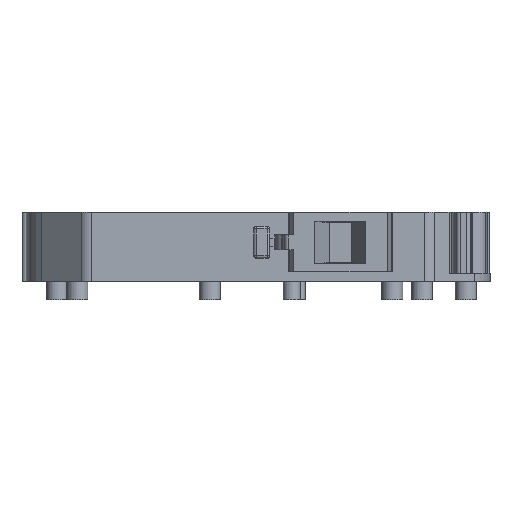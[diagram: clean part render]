
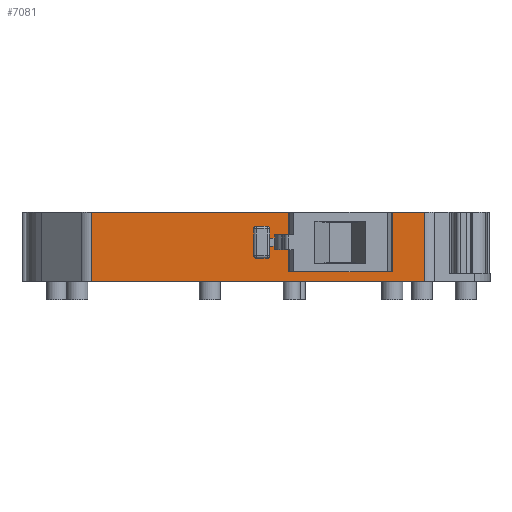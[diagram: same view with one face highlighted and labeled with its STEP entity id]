
A CAD part, front view. The second image highlights one B-rep face of the part: STEP entity #7081.
In plain terms, the highlighted planar face has unit normal (0, -1, 0).
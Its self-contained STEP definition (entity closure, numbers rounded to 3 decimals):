
#58 = VECTOR ( 'NONE', #2665, 1000. ) ;
#101 = VECTOR ( 'NONE', #371, 1000. ) ;
#371 = DIRECTION ( 'NONE',  ( -1., 0., 0. ) ) ;
#454 = EDGE_CURVE ( 'NONE', #3197, #5042, #2662, .T. ) ;
#464 = PLANE ( 'NONE',  #4402 ) ;
#490 = CARTESIAN_POINT ( 'NONE',  ( -3.846, 15.081, 5.15 ) ) ;
#527 = CARTESIAN_POINT ( 'NONE',  ( 6.296, 15.081, 5.15 ) ) ;
#547 = EDGE_CURVE ( 'NONE', #1241, #5527, #4039, .T. ) ;
#884 = ORIENTED_EDGE ( 'NONE', *, *, #547, .F. ) ;
#1013 = DIRECTION ( 'NONE',  ( 1., 0., 0. ) ) ;
#1039 = CARTESIAN_POINT ( 'NONE',  ( 6.296, 15.081, 0.7 ) ) ;
#1241 = VERTEX_POINT ( 'NONE', #4406 ) ;
#1456 = CARTESIAN_POINT ( 'NONE',  ( 6.296, 15.081, 3.6 ) ) ;
#1536 = CARTESIAN_POINT ( 'NONE',  ( -3.846, 15.081, 5.15 ) ) ;
#1642 = DIRECTION ( 'NONE',  ( 0., 1., 0. ) ) ;
#1675 = CARTESIAN_POINT ( 'NONE',  ( -18.58, 15.081, 5.15 ) ) ;
#1682 = CARTESIAN_POINT ( 'NONE',  ( 6.296, 15.081, 5.15 ) ) ;
#1733 = ORIENTED_EDGE ( 'NONE', *, *, #2404, .F. ) ;
#1806 = LINE ( 'NONE', #1997, #3341 ) ;
#1921 = CARTESIAN_POINT ( 'NONE',  ( 3.854, 15.081, 0.7 ) ) ;
#1997 = CARTESIAN_POINT ( 'NONE',  ( 3.854, 15.081, 5.15 ) ) ;
#2079 = EDGE_CURVE ( 'NONE', #3470, #4664, #2282, .T. ) ;
#2229 = CARTESIAN_POINT ( 'NONE',  ( -3.846, 15.081, 0.7 ) ) ;
#2261 = DIRECTION ( 'NONE',  ( -1., 0., 0. ) ) ;
#2282 = LINE ( 'NONE', #6625, #6111 ) ;
#2315 = DIRECTION ( 'NONE',  ( 0., 0., -1. ) ) ;
#2391 = CARTESIAN_POINT ( 'NONE',  ( 6.296, 15.081, 0. ) ) ;
#2404 = EDGE_CURVE ( 'NONE', #5117, #3005, #2543, .T. ) ;
#2405 = ORIENTED_EDGE ( 'NONE', *, *, #4859, .F. ) ;
#2529 = LINE ( 'NONE', #2391, #4088 ) ;
#2543 = LINE ( 'NONE', #490, #3452 ) ;
#2592 = VERTEX_POINT ( 'NONE', #6559 ) ;
#2650 = EDGE_CURVE ( 'NONE', #5521, #5981, #5467, .T. ) ;
#2662 = LINE ( 'NONE', #1675, #4773 ) ;
#2665 = DIRECTION ( 'NONE',  ( 1., 0., 0. ) ) ;
#2724 = ORIENTED_EDGE ( 'NONE', *, *, #2079, .F. ) ;
#2942 = DIRECTION ( 'NONE',  ( -1., 0., 0. ) ) ;
#2984 = VECTOR ( 'NONE', #4677, 1000. ) ;
#3005 = VERTEX_POINT ( 'NONE', #2229 ) ;
#3028 = VECTOR ( 'NONE', #1013, 1000. ) ;
#3089 = EDGE_CURVE ( 'NONE', #5981, #2592, #4179, .T. ) ;
#3132 = DIRECTION ( 'NONE',  ( 0., 0., 1. ) ) ;
#3197 = VERTEX_POINT ( 'NONE', #4213 ) ;
#3233 = LINE ( 'NONE', #5407, #4157 ) ;
#3263 = EDGE_CURVE ( 'NONE', #4485, #5521, #1806, .T. ) ;
#3341 = VECTOR ( 'NONE', #3132, 1000. ) ;
#3452 = VECTOR ( 'NONE', #2315, 1000. ) ;
#3470 = VERTEX_POINT ( 'NONE', #4412 ) ;
#3631 = EDGE_CURVE ( 'NONE', #5527, #3470, #6762, .T. ) ;
#3717 = EDGE_LOOP ( 'NONE', ( #4115, #884, #5072, #2724 ) ) ;
#3778 = CARTESIAN_POINT ( 'NONE',  ( -5.559, 15.081, 3.6 ) ) ;
#3783 = EDGE_CURVE ( 'NONE', #2592, #3197, #2529, .T. ) ;
#3856 = EDGE_LOOP ( 'NONE', ( #1733, #2405, #7329, #6202, #6170, #4461, #7178, #6742 ) ) ;
#3882 = CARTESIAN_POINT ( 'NONE',  ( -6.159, 15.081, 2.2 ) ) ;
#4039 = LINE ( 'NONE', #4561, #5239 ) ;
#4088 = VECTOR ( 'NONE', #2942, 1000. ) ;
#4115 = ORIENTED_EDGE ( 'NONE', *, *, #3631, .F. ) ;
#4157 = VECTOR ( 'NONE', #4792, 1000. ) ;
#4179 = LINE ( 'NONE', #527, #2984 ) ;
#4213 = CARTESIAN_POINT ( 'NONE',  ( -18.58, 15.081, 0. ) ) ;
#4221 = CARTESIAN_POINT ( 'NONE',  ( 10.66, 15.081, 5.15 ) ) ;
#4402 = AXIS2_PLACEMENT_3D ( 'NONE', #7424, #1642, #2261 ) ;
#4406 = CARTESIAN_POINT ( 'NONE',  ( -5.559, 15.081, 2.2 ) ) ;
#4412 = CARTESIAN_POINT ( 'NONE',  ( -6.159, 15.081, 3.6 ) ) ;
#4461 = ORIENTED_EDGE ( 'NONE', *, *, #2650, .F. ) ;
#4485 = VERTEX_POINT ( 'NONE', #1921 ) ;
#4561 = CARTESIAN_POINT ( 'NONE',  ( -5.559, 15.081, 5.15 ) ) ;
#4664 = VERTEX_POINT ( 'NONE', #3882 ) ;
#4677 = DIRECTION ( 'NONE',  ( 0., 0., -1. ) ) ;
#4773 = VECTOR ( 'NONE', #7473, 1000. ) ;
#4789 = DIRECTION ( 'NONE',  ( 0., 0., -1. ) ) ;
#4792 = DIRECTION ( 'NONE',  ( 1., 0., 0. ) ) ;
#4847 = CARTESIAN_POINT ( 'NONE',  ( 6.296, 15.081, 2.2 ) ) ;
#4859 = EDGE_CURVE ( 'NONE', #5042, #5117, #3233, .T. ) ;
#5042 = VERTEX_POINT ( 'NONE', #5211 ) ;
#5072 = ORIENTED_EDGE ( 'NONE', *, *, #6262, .F. ) ;
#5117 = VERTEX_POINT ( 'NONE', #1536 ) ;
#5211 = CARTESIAN_POINT ( 'NONE',  ( -18.58, 15.081, 5.15 ) ) ;
#5239 = VECTOR ( 'NONE', #6385, 1000. ) ;
#5407 = CARTESIAN_POINT ( 'NONE',  ( 10.66, 15.081, 5.15 ) ) ;
#5467 = LINE ( 'NONE', #4221, #7592 ) ;
#5521 = VERTEX_POINT ( 'NONE', #6014 ) ;
#5527 = VERTEX_POINT ( 'NONE', #3778 ) ;
#5827 = EDGE_CURVE ( 'NONE', #3005, #4485, #6148, .T. ) ;
#5934 = LINE ( 'NONE', #4847, #58 ) ;
#5981 = VERTEX_POINT ( 'NONE', #1682 ) ;
#6014 = CARTESIAN_POINT ( 'NONE',  ( 3.854, 15.081, 5.15 ) ) ;
#6111 = VECTOR ( 'NONE', #4789, 1000. ) ;
#6148 = LINE ( 'NONE', #1039, #3028 ) ;
#6170 = ORIENTED_EDGE ( 'NONE', *, *, #3089, .F. ) ;
#6202 = ORIENTED_EDGE ( 'NONE', *, *, #3783, .F. ) ;
#6262 = EDGE_CURVE ( 'NONE', #4664, #1241, #5934, .T. ) ;
#6385 = DIRECTION ( 'NONE',  ( 0., 0., 1. ) ) ;
#6559 = CARTESIAN_POINT ( 'NONE',  ( 6.296, 15.081, 0. ) ) ;
#6625 = CARTESIAN_POINT ( 'NONE',  ( -6.159, 15.081, 5.15 ) ) ;
#6742 = ORIENTED_EDGE ( 'NONE', *, *, #5827, .F. ) ;
#6762 = LINE ( 'NONE', #1456, #101 ) ;
#7081 = ADVANCED_FACE ( 'NONE', ( #7206, #7477 ), #464, .F. ) ;
#7163 = DIRECTION ( 'NONE',  ( 1., 0., 0. ) ) ;
#7178 = ORIENTED_EDGE ( 'NONE', *, *, #3263, .F. ) ;
#7206 = FACE_OUTER_BOUND ( 'NONE', #3856, .T. ) ;
#7329 = ORIENTED_EDGE ( 'NONE', *, *, #454, .F. ) ;
#7424 = CARTESIAN_POINT ( 'NONE',  ( 6.296, 15.081, 5.15 ) ) ;
#7473 = DIRECTION ( 'NONE',  ( 0., 0., 1. ) ) ;
#7477 = FACE_BOUND ( 'NONE', #3717, .T. ) ;
#7592 = VECTOR ( 'NONE', #7163, 1000. ) ;
